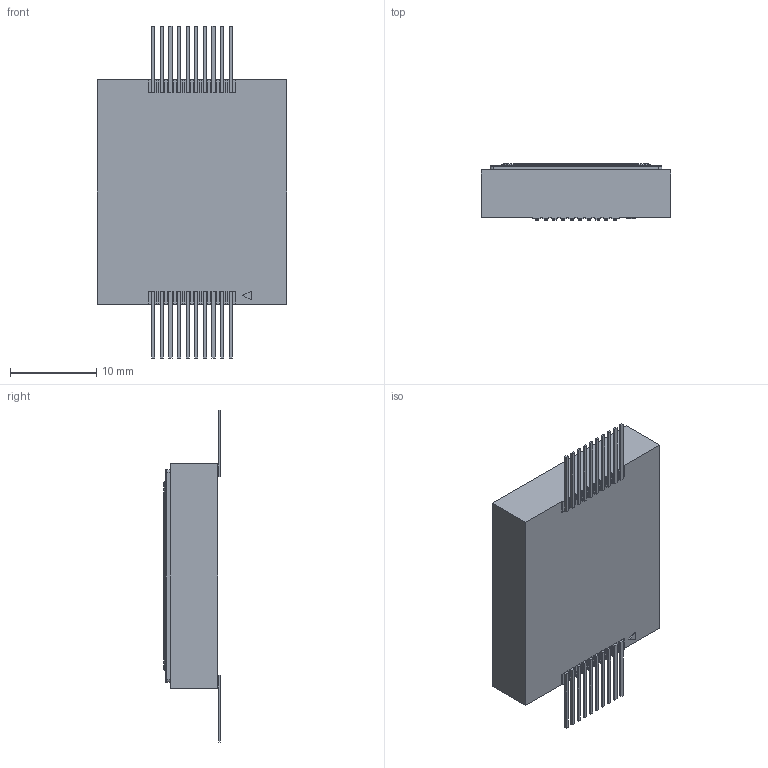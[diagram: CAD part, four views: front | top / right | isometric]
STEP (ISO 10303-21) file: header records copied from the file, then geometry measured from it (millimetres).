
FILE_DESCRIPTION (( 'STEP AP214' ), '1' );
FILE_NAME ('Êîðïóñ 4140.20-1.STEP', '2019-05-30T09:32:34', ( 'Admin' ), ( '' ), 'SwSTEP 2.0', 'SolidWorks 2015', '' );
FILE_SCHEMA (( 'AUTOMOTIVE_DESIGN' ));
Length unit declared in the file: millimetre
Products named in the file (7): Ïëàòà ßÃËÊ.758775.561; 署赅 咚檬.725212.072; 挓鍱鍧 葂蟾.741126.145; 扻豵鵨 4140.20-1
Assembly tree (3 placements, depth 2):
  署赅 咚檬.725212.072
  挓鍱鍧 葂蟾.741126.145
  Ïëàòà ßÃËÊ.758775.561
  扻豵鵨 4140.20-1
    Ïëàòà ßÃËÊ.758775.561
    挓鍱鍧 葂蟾.741126.145
    署赅 咚檬.725212.072
Bounding box: 22 x 6.55 x 38.5 mm (x, y, z)
Volume: 1709 mm3; surface area: 3526 mm2
Topology: 3 solids, 3 shells, 464 faces, 1264 edges, 824 vertices
Faces by surface type: plane 375, bspline 37, cylinder 36, torus 16
Entity records: 20425 total; most frequent: CARTESIAN_POINT 4820, ORIENTED_EDGE 2528, DIRECTION 2154, EDGE_CURVE 1264, LINE 1094, VECTOR 1094, VERTEX_POINT 824, AXIS2_PLACEMENT_3D 530
